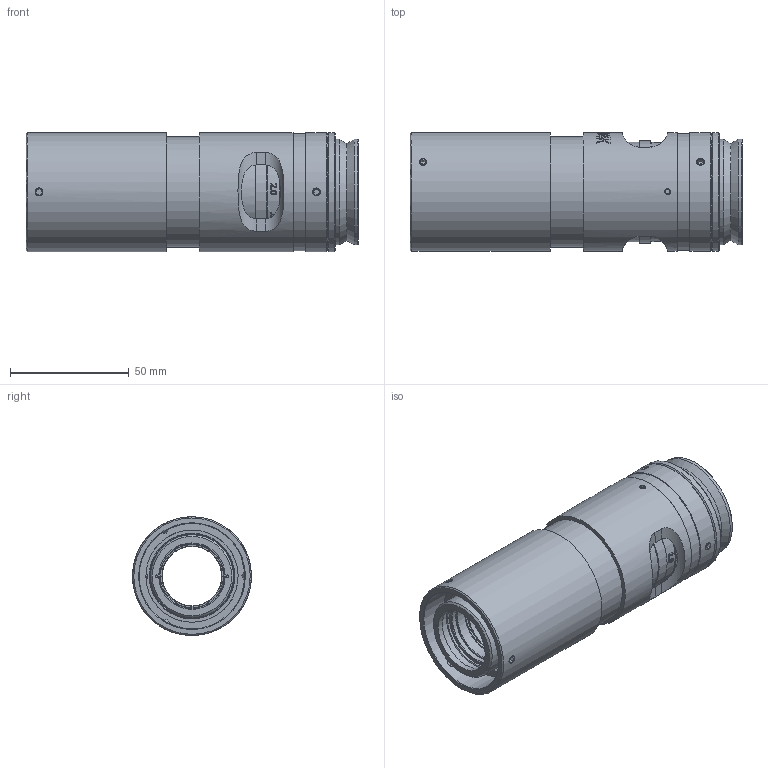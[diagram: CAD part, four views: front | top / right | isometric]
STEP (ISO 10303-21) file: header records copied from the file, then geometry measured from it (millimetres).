
FILE_DESCRIPTION(/* description */ (''),/* implementation_level */ '2;1');
FILE_NAME(/* name */ '80100D_0.stp',/* time_stamp */ '2018-01-03T10:27:37-05:00',/* author */ ('BONAFEDE'),/* organization */ ('NAVITAR'),/* preprocessor_version */ 'ST-DEVELOPER v16.13',/* originating_system */ 'Autodesk Inventor 2018',/* authorisation */ '');
FILE_SCHEMA (('AUTOMOTIVE_DESIGN { 1 0 10303 214 3 1 1 }'));
Length unit declared in the file: inch
Products named in the file (1): Part16
Bounding box: 139.83 x 50.05 x 50.16 mm (x, y, z)
Volume: 131924.3 mm3; surface area: 87797.5 mm2
Topology: 1 solids, 4 shells, 927 faces, 2424 edges, 1606 vertices
Faces by surface type: plane 381, bspline 268, cylinder 185, cone 92, sphere 1
Full cylindrical faces by diameter (mm): 1.016 x3, 1.524 x11, 1.6 x1, 1.628 x1, 2.159 x1, 2.261 x1, 2.362 x3, 3.16 x1, 3.175 x3, 3.251 x6, 24.994 x1, 25.298 x1, 26.518 x1, 26.67 x1, 27.965 x1, 28.27 x1, 28.859 x1, 29.108 x1, 30.525 x1, 30.886 x2, 31.001 x2, 31.5 x1, 31.725 x2, 31.763 x2, 31.775 x1, 31.852 x1, 33.02 x1, 33.045 x1, 34.925 x2, 35.027 x1
Entity records: 36180 total; most frequent: CARTESIAN_POINT 14790, ORIENTED_EDGE 4354, DIRECTION 3494, EDGE_CURVE 2178, VERTEX_POINT 1529, AXIS2_PLACEMENT_3D 1270, EDGE_LOOP 1247, LINE 954
